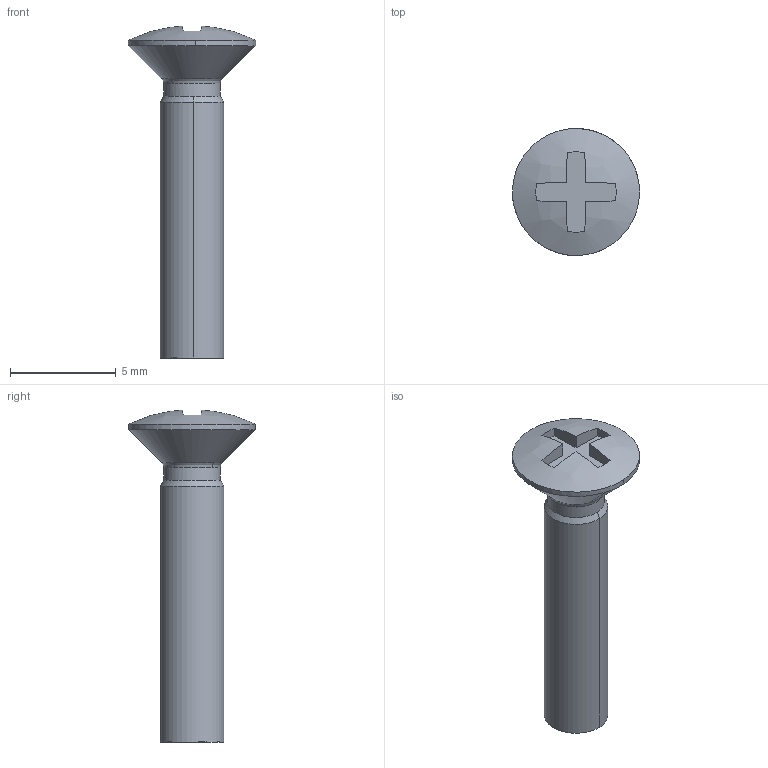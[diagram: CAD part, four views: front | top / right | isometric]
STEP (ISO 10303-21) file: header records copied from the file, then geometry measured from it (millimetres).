
FILE_DESCRIPTION((''),'2;1');
FILE_NAME('','2005-07-15T14:56:50',(''),(''),'','CADfix','');
FILE_SCHEMA(('AUTOMOTIVE_DESIGN'));
Length unit declared in the file: millimetre
Products named in the file (1): screw
Bounding box: 6 x 5.99 x 15.67 mm (x, y, z)
Volume: 130.9 mm3; surface area: 204.3 mm2
Topology: 1 solids, 1 shells, 27 faces, 85 edges, 61 vertices
Faces by surface type: bspline 27
Entity records: 1026 total; most frequent: CARTESIAN_POINT 564, ORIENTED_EDGE 170, EDGE_CURVE 85, VERTEX_POINT 61, QUASI_UNIFORM_CURVE 30, EDGE_LOOP 28, FACE_OUTER_BOUND 27, ADVANCED_FACE 27
